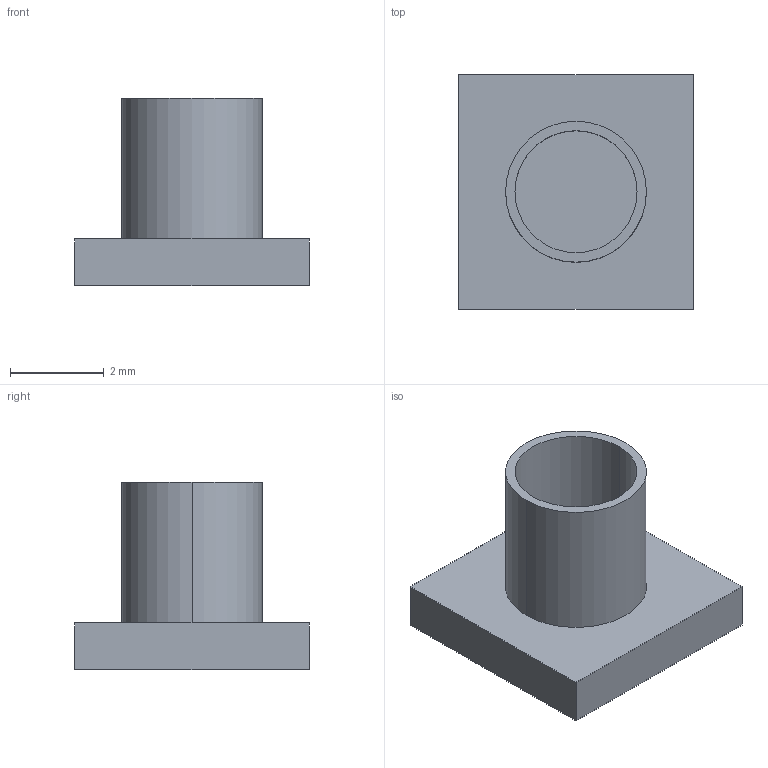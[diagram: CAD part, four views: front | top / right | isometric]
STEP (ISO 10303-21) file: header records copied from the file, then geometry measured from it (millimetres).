
FILE_DESCRIPTION(('Open CASCADE Model'),'2;1');
FILE_NAME('Open CASCADE Shape Model','2022-05-31T20:50:44',('Author'),( 'Open CASCADE'),'Open CASCADE STEP processor 7.6','Open CASCADE 7.6' ,'Unknown');
FILE_SCHEMA(('AUTOMOTIVE_DESIGN { 1 0 10303 214 1 1 1 1 }'));
Length unit declared in the file: millimetre
Products named in the file (9): Open CASCADE STEP translator 7.6 1; Open CASCADE STEP translator 7.6 1.1; Open CASCADE STEP translator 7.6 1.2; Open CASCADE STEP translator 7.6 1.3; Open CASCADE STEP translator 7.6 1.4; Open CASCADE STEP translator 7.6 1.5; Open CASCADE STEP translator 7.6 1.6; Open CASCADE STEP translator 7.6 1.7; Open CASCADE STEP translator 7.6 1.8
Assembly tree (8 placements, depth 2):
  Open CASCADE STEP translator 7.6 1
    Open CASCADE STEP translator 7.6 1.1
    Open CASCADE STEP translator 7.6 1.2
    Open CASCADE STEP translator 7.6 1.3
    Open CASCADE STEP translator 7.6 1.4
    Open CASCADE STEP translator 7.6 1.5
    Open CASCADE STEP translator 7.6 1.6
    Open CASCADE STEP translator 7.6 1.7
    Open CASCADE STEP translator 7.6 1.8
Bounding box: 5 x 5 x 4 mm (x, y, z)
Volume: 35.6 mm3; surface area: 173.1 mm2
Topology: 3 solids, 7 shells, 20 faces, 46 edges, 37 vertices
Faces by surface type: plane 12, cylinder 8
Entity records: 1248 total; most frequent: DIRECTION 204, CARTESIAN_POINT 188, LINE 78, VECTOR 78, ORIENTED_EDGE 76, PCURVE 76, DEFINITIONAL_REPRESENTATION 76, AXIS2_PLACEMENT_3D 53
